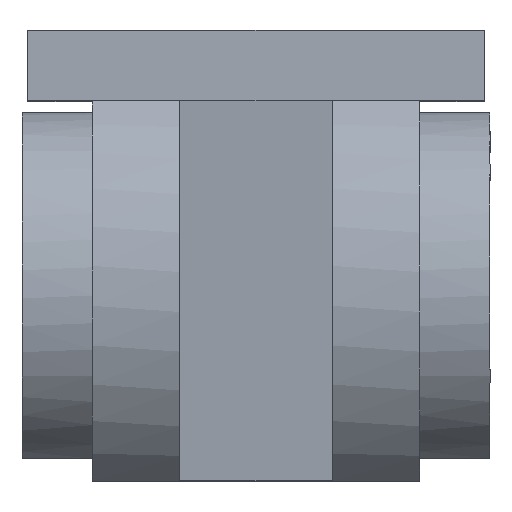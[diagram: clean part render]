
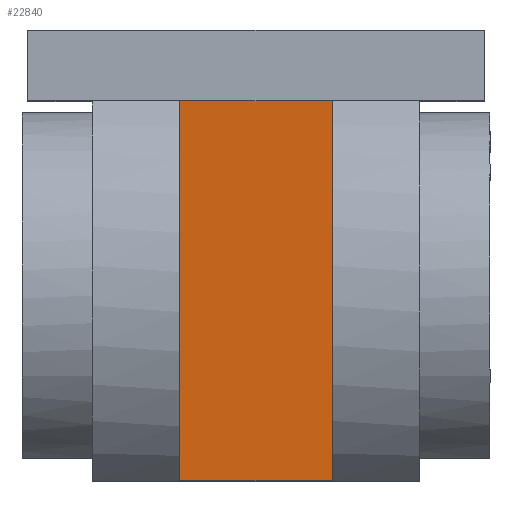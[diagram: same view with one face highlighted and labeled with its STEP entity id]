
A CAD part, top view. The second image highlights one B-rep face of the part: STEP entity #22840.
In plain terms, the highlighted free-form (B-spline) face has degree [1, 1] with [2, 2] control points.
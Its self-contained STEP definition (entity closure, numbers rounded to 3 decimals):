
#16500 = CARTESIAN_POINT ('', (-13., -12., 53.999));
#16510 = VERTEX_POINT ('', #16500);
#16570 = CARTESIAN_POINT ('', (13., -12., 53.999));
#16580 = VERTEX_POINT ('', #16570);
#16590 = CARTESIAN_POINT ('', (-13., -12., 53.999));
#16600 = CARTESIAN_POINT ('', (13., -12., 53.999));
#16610 = B_SPLINE_CURVE_WITH_KNOTS ('', 1, (#16590, #16600), .UNSPECIFIED., .F., .U., (2, 2), (0., 1.), .UNSPECIFIED.);
#16620 = EDGE_CURVE ('', #16510, #16580, #16610, .T.);
#18480 = CARTESIAN_POINT ('', (13., -77., 48.312));
#18490 = VERTEX_POINT ('', #18480);
#18550 = CARTESIAN_POINT ('', (-13., -77., 48.312));
#18560 = VERTEX_POINT ('', #18550);
#18570 = CARTESIAN_POINT ('', (13., -77., 48.312));
#18580 = CARTESIAN_POINT ('', (-13., -77., 48.312));
#18590 = B_SPLINE_CURVE_WITH_KNOTS ('', 1, (#18570, #18580), .UNSPECIFIED., .F., .U., (2, 2), (0., 1.), .UNSPECIFIED.);
#18600 = EDGE_CURVE ('', #18490, #18560, #18590, .T.);
#22520 = CARTESIAN_POINT ('', (13., -77., 48.312));
#22530 = CARTESIAN_POINT ('', (13., -12., 53.999));
#22540 = B_SPLINE_CURVE_WITH_KNOTS ('', 1, (#22520, #22530), .UNSPECIFIED., .F., .U., (2, 2), (0., 1.), .UNSPECIFIED.);
#22550 = EDGE_CURVE ('', #18490, #16580, #22540, .T.);
#22670 = ORIENTED_EDGE ('', *, *, #16620, .F.);
#22680 = CARTESIAN_POINT ('', (-13., -77., 48.312));
#22690 = CARTESIAN_POINT ('', (-13., -55.333, 50.208));
#22700 = CARTESIAN_POINT ('', (-13., -33.667, 52.103));
#22710 = CARTESIAN_POINT ('', (-13., -12., 53.999));
#22720 = B_SPLINE_CURVE_WITH_KNOTS ('', 3, (#22680, #22690, #22700, #22710), .UNSPECIFIED., .F., .U., (4, 4), (0., 1.), .UNSPECIFIED.);
#22730 = EDGE_CURVE ('', #18560, #16510, #22720, .T.);
#22740 = ORIENTED_EDGE ('', *, *, #22730, .F.);
#22750 = ORIENTED_EDGE ('', *, *, #18600, .F.);
#22760 = ORIENTED_EDGE ('', *, *, #22550, .T.);
#22770 = EDGE_LOOP ('', (#22670, #22740, #22750, #22760));
#22780 = FACE_OUTER_BOUND ('', #22770, .T.);
#22790 = CARTESIAN_POINT ('', (13., -77., 48.312));
#22800 = CARTESIAN_POINT ('', (-13., -77., 48.312));
#22810 = CARTESIAN_POINT ('', (13., -12., 53.999));
#22820 = CARTESIAN_POINT ('', (-13., -12., 53.999));
#22830 = B_SPLINE_SURFACE_WITH_KNOTS ('', 1, 1, ((#22790, #22800), (#22810, #22820)), .UNSPECIFIED., .F., .F., .U., (2, 2), (2, 2), (0., 1.), (0., 1.), .UNSPECIFIED.);
#22840 = ADVANCED_FACE ('', (#22780), #22830, .T.);
